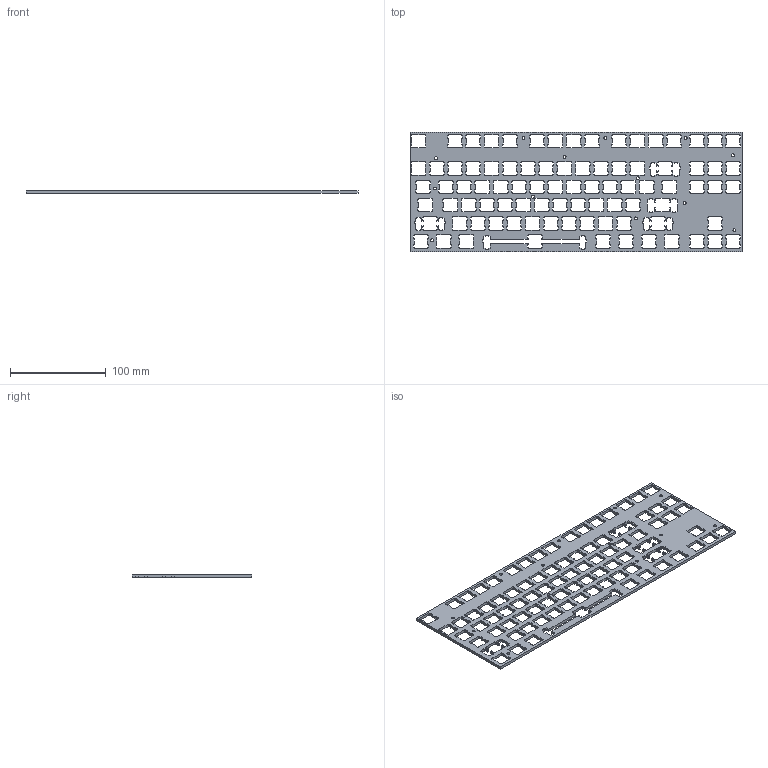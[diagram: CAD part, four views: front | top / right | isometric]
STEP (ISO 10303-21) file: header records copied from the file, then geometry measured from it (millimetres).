
FILE_DESCRIPTION(('HOOPS Exchange Step'),'2;1');
FILE_NAME('temp_export','2025-03-15T01:43:46-04:00',('evanl'),('Shapr3D Limited'),'HOOPS Exchange 2024.8','Shapr3D','Authorized');
FILE_SCHEMA( ('AP242_MANAGED_MODEL_BASED_3D_ENGINEERING_MIM_LF {1 0 10303 442 1 1 4}') );
Length unit declared in the file: millimetre
Products named in the file (4): temp_import; deltaboard_PCB; pcb.step; root
Assembly tree (3 placements, depth 3):
  root
    temp_import
    pcb.step
      deltaboard_PCB
Bounding box: 346.65 x 124.3 x 3 mm (x, y, z)
Volume: 71219.2 mm3; surface area: 68550.8 mm2
Topology: 1 solids, 1 shells, 1959 faces, 5897 edges, 3940 vertices
Faces by surface type: plane 1946, cylinder 13
Full cylindrical faces by diameter (mm): 3.1 x13
Entity records: 65402 total; most frequent: CARTESIAN_POINT 11804, ORIENTED_EDGE 11794, DIRECTION 9883, EDGE_CURVE 5897, VECTOR 5845, LINE 5845, VERTEX_POINT 3940, EDGE_LOOP 2159
